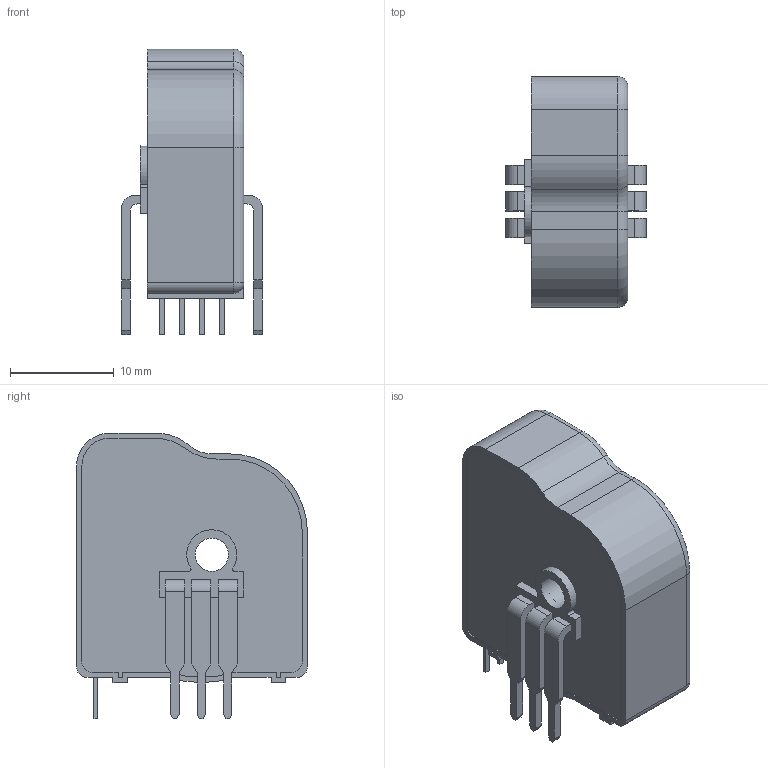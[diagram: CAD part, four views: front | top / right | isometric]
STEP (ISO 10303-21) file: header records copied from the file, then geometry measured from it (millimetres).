
FILE_DESCRIPTION(('FreeCAD Model'),'2;1');
FILE_NAME('LEM_LTSR-NP.step','2018-10-03T10:59:22',('kicad StepUp'),('ksu MCAD'), 'Open CASCADE STEP processor 7.2','FreeCAD','Unknown');
FILE_SCHEMA(('AUTOMOTIVE_DESIGN { 1 0 10303 214 1 1 1 1 }'));
Length unit declared in the file: millimetre
Products named in the file (1): LEM_LTSR_NP
Bounding box: 13.5 x 22.2 x 27.5 mm (x, y, z)
Volume: 4769.5 mm3; surface area: 4903.8 mm2
Topology: 12 solids, 12 shells, 214 faces, 1651 edges, 4751 vertices
Faces by surface type: plane 161, cylinder 46, torus 5, sphere 2
Full cylindrical faces by diameter (mm): 3.2 x1, 3.4 x1
Entity records: 21047 total; most frequent: CARTESIAN_POINT 6725, DIRECTION 2353, LINE 1347, VECTOR 1347, GEOMETRIC_CURVE_SET 1101, ORIENTED_EDGE 1098, TRIMMED_CURVE 1098, EDGE_CURVE 549
